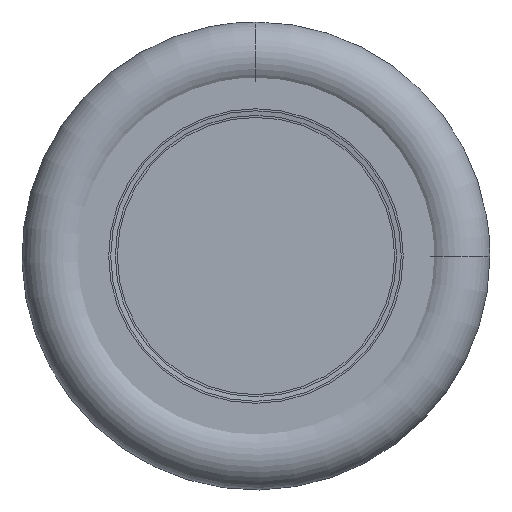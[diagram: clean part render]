
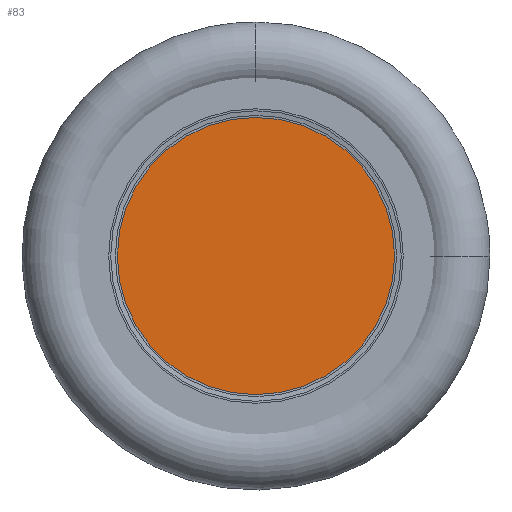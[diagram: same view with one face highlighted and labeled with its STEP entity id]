
A CAD part, left-side view. The second image highlights one B-rep face of the part: STEP entity #83.
In plain terms, the highlighted planar face has unit normal (-1, 0, 0).
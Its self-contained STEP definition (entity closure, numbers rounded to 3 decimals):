
#32=FACE_OUTER_BOUND('',#172,.T.);
#37=PLANE('',#321);
#83=ADVANCED_FACE('',(#32),#37,.F.);
#172=EDGE_LOOP('',(#214));
#214=ORIENTED_EDGE('',*,*,#260,.T.);
#239=VERTEX_POINT('',#469);
#260=EDGE_CURVE('',#239,#239,#281,.T.);
#281=CIRCLE('',#319,23.691);
#319=AXIS2_PLACEMENT_3D('',#468,#397,#398);
#321=AXIS2_PLACEMENT_3D('',#471,#401,#402);
#397=DIRECTION('',(-1.,0.,0.));
#398=DIRECTION('',(0.,0.,1.));
#401=DIRECTION('',(1.,0.,0.));
#402=DIRECTION('',(0.,0.,-1.));
#468=CARTESIAN_POINT('',(1.364,0.,0.));
#469=CARTESIAN_POINT('',(1.364,0.,23.691));
#471=CARTESIAN_POINT('',(1.364,23.691,0.));
